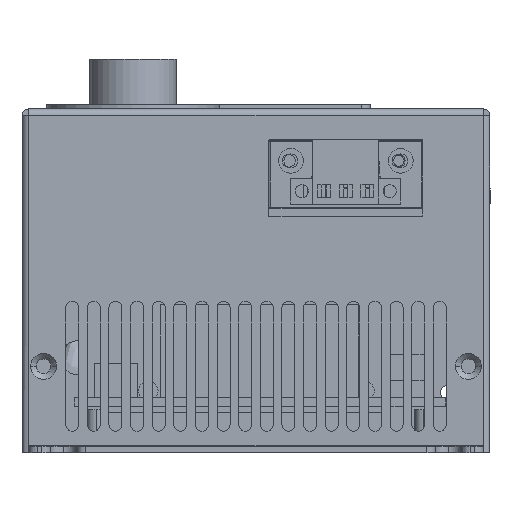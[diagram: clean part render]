
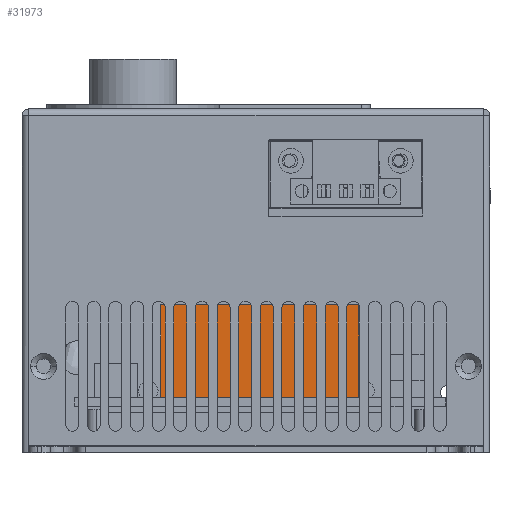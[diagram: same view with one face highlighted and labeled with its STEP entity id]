
A CAD part, front view. The second image highlights one B-rep face of the part: STEP entity #31973.
In plain terms, the highlighted planar face has unit normal (0, -1, 0).
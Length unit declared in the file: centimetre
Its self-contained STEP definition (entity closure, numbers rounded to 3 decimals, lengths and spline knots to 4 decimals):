
#141 = DIRECTION ( 'NONE',  ( 1., 0., 0. ) ) ;
#1673 = EDGE_CURVE ( 'NONE', #31350, #42476, #8006, .T. ) ;
#3794 = LINE ( 'NONE', #40273, #41548 ) ;
#4341 = EDGE_CURVE ( 'NONE', #42476, #79434, #6535, .T. ) ;
#4677 = DIRECTION ( 'NONE',  ( 0., 1., 0. ) ) ;
#6535 = LINE ( 'NONE', #7249, #20116 ) ;
#7249 = CARTESIAN_POINT ( 'NONE',  ( -14.3871, 1.1863, 3.613 ) ) ;
#8006 = LINE ( 'NONE', #21007, #75112 ) ;
#9256 = FACE_OUTER_BOUND ( 'NONE', #66584, .T. ) ;
#11407 = DIRECTION ( 'NONE',  ( 0., 0., -1. ) ) ;
#11878 = CARTESIAN_POINT ( 'NONE',  ( -9.8171, 1.1863, 5.763 ) ) ;
#12445 = EDGE_CURVE ( 'NONE', #61521, #31350, #16080, .T. ) ;
#16080 = LINE ( 'NONE', #43458, #61188 ) ;
#20116 = VECTOR ( 'NONE', #86665, 100. ) ;
#21007 = CARTESIAN_POINT ( 'NONE',  ( -9.8171, 1.1863, 3.613 ) ) ;
#25184 = PLANE ( 'NONE',  #50560 ) ;
#26272 = EDGE_CURVE ( 'NONE', #79434, #61521, #3794, .T. ) ;
#29762 = ORIENTED_EDGE ( 'NONE', *, *, #1673, .F. ) ;
#31350 = VERTEX_POINT ( 'NONE', #51595 ) ;
#31889 = ORIENTED_EDGE ( 'NONE', *, *, #26272, .F. ) ;
#31973 = ADVANCED_FACE ( 'NONE', ( #9256 ), #25184, .F. ) ;
#35646 = CARTESIAN_POINT ( 'NONE',  ( -14.3871, 1.1863, 5.763 ) ) ;
#40273 = CARTESIAN_POINT ( 'NONE',  ( -9.8171, 1.1863, 5.763 ) ) ;
#41548 = VECTOR ( 'NONE', #141, 100. ) ;
#42476 = VERTEX_POINT ( 'NONE', #69108 ) ;
#43458 = CARTESIAN_POINT ( 'NONE',  ( -9.8171, 1.1863, 3.613 ) ) ;
#46530 = ORIENTED_EDGE ( 'NONE', *, *, #4341, .F. ) ;
#50560 = AXIS2_PLACEMENT_3D ( 'NONE', #80267, #4677, #11407 ) ;
#51595 = CARTESIAN_POINT ( 'NONE',  ( -9.8171, 1.1863, 3.613 ) ) ;
#53693 = ORIENTED_EDGE ( 'NONE', *, *, #12445, .F. ) ;
#61188 = VECTOR ( 'NONE', #68981, 100. ) ;
#61521 = VERTEX_POINT ( 'NONE', #11878 ) ;
#66584 = EDGE_LOOP ( 'NONE', ( #46530, #29762, #53693, #31889 ) ) ;
#68981 = DIRECTION ( 'NONE',  ( 0., 0., -1. ) ) ;
#69108 = CARTESIAN_POINT ( 'NONE',  ( -14.3871, 1.1863, 3.613 ) ) ;
#73806 = DIRECTION ( 'NONE',  ( -1., 0., 0. ) ) ;
#75112 = VECTOR ( 'NONE', #73806, 100. ) ;
#79434 = VERTEX_POINT ( 'NONE', #35646 ) ;
#80267 = CARTESIAN_POINT ( 'NONE',  ( -9.8171, 1.1863, 3.613 ) ) ;
#86665 = DIRECTION ( 'NONE',  ( 0., 0., 1. ) ) ;
